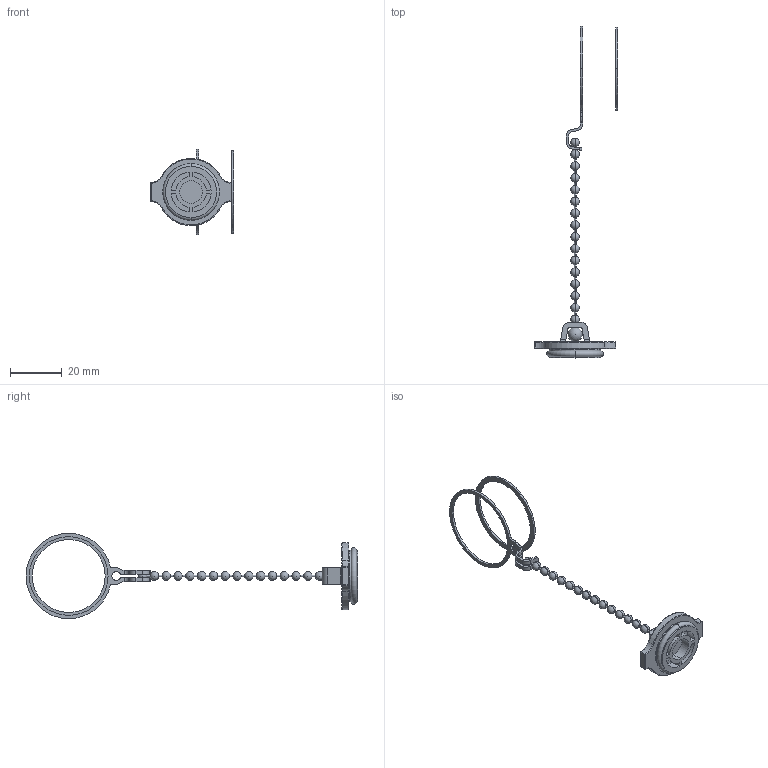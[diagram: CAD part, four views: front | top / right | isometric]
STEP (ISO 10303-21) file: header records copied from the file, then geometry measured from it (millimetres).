
FILE_DESCRIPTION (( 'STEP AP203' ), '1' );
FILE_NAME ('WT67RCT.STEP', '2010-11-22T13:41:53', ( 'x' ), ( 'Microsoft' ), 'SwSTEP 2.0', 'SolidWorks 2010', '' );
FILE_SCHEMA (( 'CONFIG_CONTROL_DESIGN' ));
Length unit declared in the file: inch
Products named in the file (6): WT67-MA2; WT67RCT; WT67RC; WT67-MA3; WT67-MA7; WT67-MA6
Assembly tree (20 placements, depth 2):
  WT67RCT
    WT67-MA2  x16
    WT67-MA3
    WT67-MA6
    WT67RC
    WT67-MA7
Bounding box: 32.22 x 128.61 x 33.07 mm (x, y, z)
Volume: 3258 mm3; surface area: 4313.7 mm2
Topology: 20 solids, 20 shells, 251 faces, 692 edges, 443 vertices
Faces by surface type: cylinder 110, plane 81, sphere 42, torus 18
Entity records: 6006 total; most frequent: DIRECTION 940, CARTESIAN_POINT 915, ORIENTED_EDGE 806, EDGE_CURVE 403, AXIS2_PLACEMENT_3D 373, VERTEX_POINT 256, LINE 194, VECTOR 194
